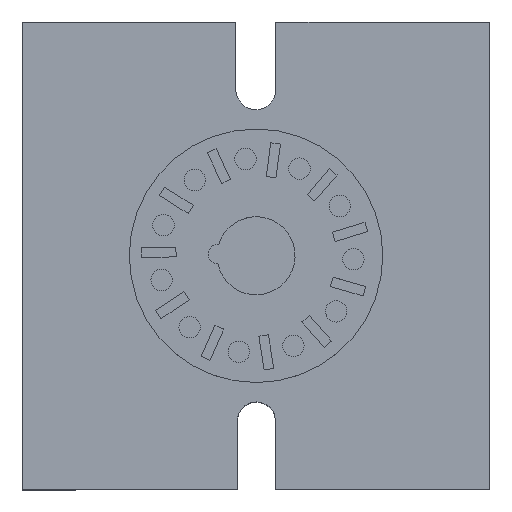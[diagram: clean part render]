
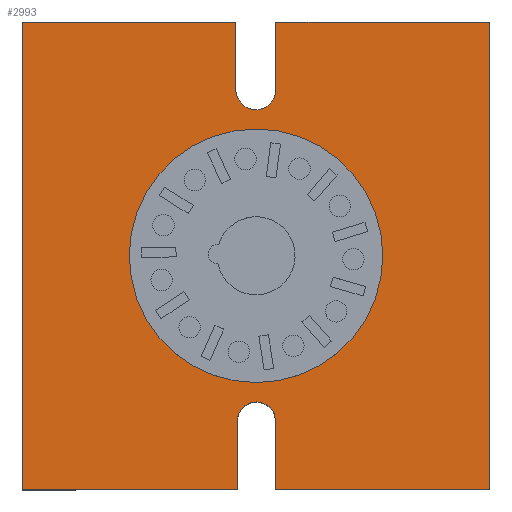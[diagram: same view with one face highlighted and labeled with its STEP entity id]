
A CAD part, top view. The second image highlights one B-rep face of the part: STEP entity #2993.
In plain terms, the highlighted planar face has unit normal (0, 0, 1).
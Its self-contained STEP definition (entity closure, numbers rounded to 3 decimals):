
#2292=CARTESIAN_POINT('',(23.505,-12.736,19.5));
#2293=VERTEX_POINT('',#2292);
#2309=CARTESIAN_POINT('',(23.505,12.744,19.5));
#2310=VERTEX_POINT('',#2309);
#2317=CARTESIAN_POINT('',(23.505,0.004,19.5));
#2318=DIRECTION('',(0.0,0.0,-1.0));
#2319=DIRECTION('',(0.0,-1.0,0.0));
#2320=AXIS2_PLACEMENT_3D('',#2317,#2318,#2319);
#2321=CIRCLE('',#2320,12.74);
#2322=EDGE_CURVE('',#2293,#2310,#2321,.T.);
#2805=CARTESIAN_POINT('',(25.458,-16.645,19.5));
#2806=VERTEX_POINT('',#2805);
#2813=CARTESIAN_POINT('',(21.618,-16.523,19.5));
#2814=VERTEX_POINT('',#2813);
#2815=CARTESIAN_POINT('',(23.537,-16.608,19.5));
#2816=DIRECTION('',(0.0,0.0,-1.0));
#2817=DIRECTION('',(0.032,0.999,0.0));
#2818=AXIS2_PLACEMENT_3D('',#2815,#2816,#2817);
#2819=CIRCLE('',#2818,1.921);
#2820=EDGE_CURVE('',#2814,#2806,#2819,.T.);
#2845=CARTESIAN_POINT('',(21.618,-23.5,19.5));
#2846=VERTEX_POINT('',#2845);
#2847=CARTESIAN_POINT('',(21.618,-23.5,19.5));
#2848=DIRECTION('',(0.0,1.0,0.0));
#2849=VECTOR('',#2848,6.977);
#2850=LINE('',#2847,#2849);
#2851=EDGE_CURVE('',#2846,#2814,#2850,.T.);
#2875=CARTESIAN_POINT('',(25.458,-23.5,19.5));
#2876=VERTEX_POINT('',#2875);
#2883=CARTESIAN_POINT('',(25.458,-16.645,19.5));
#2884=DIRECTION('',(0.0,-1.0,0.0));
#2885=VECTOR('',#2884,6.855);
#2886=LINE('',#2883,#2885);
#2887=EDGE_CURVE('',#2806,#2876,#2886,.T.);
#2893=CARTESIAN_POINT('',(23.5,0.0,19.5));
#2894=DIRECTION('',(0.0,0.0,1.0));
#2895=DIRECTION('',(1.0,0.0,0.0));
#2896=AXIS2_PLACEMENT_3D('',#2893,#2894,#2895);
#2897=PLANE('',#2896);
#2898=ORIENTED_EDGE('',*,*,#2851,.T.);
#2899=ORIENTED_EDGE('',*,*,#2820,.T.);
#2900=ORIENTED_EDGE('',*,*,#2887,.T.);
#2901=CARTESIAN_POINT('',(47.0,-23.5,19.5));
#2902=VERTEX_POINT('',#2901);
#2903=CARTESIAN_POINT('',(47.0,-23.5,19.5));
#2904=DIRECTION('',(-1.0,0.0,0.0));
#2905=VECTOR('',#2904,21.542);
#2906=LINE('',#2903,#2905);
#2907=EDGE_CURVE('',#2902,#2876,#2906,.T.);
#2908=ORIENTED_EDGE('',*,*,#2907,.F.);
#2909=CARTESIAN_POINT('',(47.,23.5,19.5));
#2910=VERTEX_POINT('',#2909);
#2911=CARTESIAN_POINT('',(47.0,23.5,19.5));
#2912=DIRECTION('',(0.0,-1.0,0.0));
#2913=VECTOR('',#2912,47.);
#2914=LINE('',#2911,#2913);
#2915=EDGE_CURVE('',#2910,#2902,#2914,.T.);
#2916=ORIENTED_EDGE('',*,*,#2915,.F.);
#2917=CARTESIAN_POINT('',(25.495,23.5,19.5));
#2918=VERTEX_POINT('',#2917);
#2919=CARTESIAN_POINT('',(25.495,23.5,19.5));
#2920=DIRECTION('',(1.0,0.0,0.0));
#2921=VECTOR('',#2920,21.505);
#2922=LINE('',#2919,#2921);
#2923=EDGE_CURVE('',#2918,#2910,#2922,.T.);
#2924=ORIENTED_EDGE('',*,*,#2923,.F.);
#2925=CARTESIAN_POINT('',(25.495,16.56,19.5));
#2926=VERTEX_POINT('',#2925);
#2927=CARTESIAN_POINT('',(25.495,23.5,19.5));
#2928=DIRECTION('',(0.0,-1.0,0.0));
#2929=VECTOR('',#2928,6.94);
#2930=LINE('',#2927,#2929);
#2931=EDGE_CURVE('',#2918,#2926,#2930,.T.);
#2932=ORIENTED_EDGE('',*,*,#2931,.T.);
#2933=CARTESIAN_POINT('',(21.481,16.56,19.5));
#2934=VERTEX_POINT('',#2933);
#2935=CARTESIAN_POINT('',(23.488,16.701,19.5));
#2936=DIRECTION('',(0.0,0.0,-1.0));
#2937=DIRECTION('',(0.0,-1.0,0.0));
#2938=AXIS2_PLACEMENT_3D('',#2935,#2936,#2937);
#2939=CIRCLE('',#2938,2.012);
#2940=EDGE_CURVE('',#2926,#2934,#2939,.T.);
#2941=ORIENTED_EDGE('',*,*,#2940,.T.);
#2942=CARTESIAN_POINT('',(21.481,23.5,19.5));
#2943=VERTEX_POINT('',#2942);
#2944=CARTESIAN_POINT('',(21.481,16.56,19.5));
#2945=DIRECTION('',(0.0,1.0,0.0));
#2946=VECTOR('',#2945,6.94);
#2947=LINE('',#2944,#2946);
#2948=EDGE_CURVE('',#2934,#2943,#2947,.T.);
#2949=ORIENTED_EDGE('',*,*,#2948,.T.);
#2950=CARTESIAN_POINT('',(0.,23.5,19.5));
#2951=VERTEX_POINT('',#2950);
#2952=CARTESIAN_POINT('',(0.,23.5,19.5));
#2953=DIRECTION('',(1.0,0.0,0.0));
#2954=VECTOR('',#2953,21.481);
#2955=LINE('',#2952,#2954);
#2956=EDGE_CURVE('',#2951,#2943,#2955,.T.);
#2957=ORIENTED_EDGE('',*,*,#2956,.F.);
#2958=CARTESIAN_POINT('',(0.,-23.5,19.5));
#2959=VERTEX_POINT('',#2958);
#2960=CARTESIAN_POINT('',(0.,-23.5,19.5));
#2961=DIRECTION('',(0.0,1.0,0.0));
#2962=VECTOR('',#2961,47.);
#2963=LINE('',#2960,#2962);
#2964=EDGE_CURVE('',#2959,#2951,#2963,.T.);
#2965=ORIENTED_EDGE('',*,*,#2964,.F.);
#2966=CARTESIAN_POINT('',(21.618,-23.5,19.5));
#2967=DIRECTION('',(-1.0,0.0,0.0));
#2968=VECTOR('',#2967,21.618);
#2969=LINE('',#2966,#2968);
#2970=EDGE_CURVE('',#2846,#2959,#2969,.T.);
#2971=ORIENTED_EDGE('',*,*,#2970,.F.);
#2972=EDGE_LOOP('',(#2898,#2899,#2900,#2908,#2916,#2924,#2932,#2941,#2949,#2957,#2965,#2971));
#2973=FACE_OUTER_BOUND('',#2972,.T.);
#2974=CARTESIAN_POINT('',(36.246,0.004,19.5));
#2975=VERTEX_POINT('',#2974);
#2976=CARTESIAN_POINT('',(23.505,0.004,19.5));
#2977=DIRECTION('',(0.0,0.0,-1.0));
#2978=DIRECTION('',(0.0,-1.0,0.0));
#2979=AXIS2_PLACEMENT_3D('',#2976,#2977,#2978);
#2980=CIRCLE('',#2979,12.74);
#2981=EDGE_CURVE('',#2975,#2293,#2980,.T.);
#2982=ORIENTED_EDGE('',*,*,#2981,.T.);
#2983=ORIENTED_EDGE('',*,*,#2322,.T.);
#2984=CARTESIAN_POINT('',(23.505,0.004,19.5));
#2985=DIRECTION('',(0.0,0.0,-1.0));
#2986=DIRECTION('',(0.0,-1.0,0.0));
#2987=AXIS2_PLACEMENT_3D('',#2984,#2985,#2986);
#2988=CIRCLE('',#2987,12.74);
#2989=EDGE_CURVE('',#2310,#2975,#2988,.T.);
#2990=ORIENTED_EDGE('',*,*,#2989,.T.);
#2991=EDGE_LOOP('',(#2982,#2983,#2990));
#2992=FACE_BOUND('',#2991,.T.);
#2993=ADVANCED_FACE('',(#2973,#2992),#2897,.T.);
